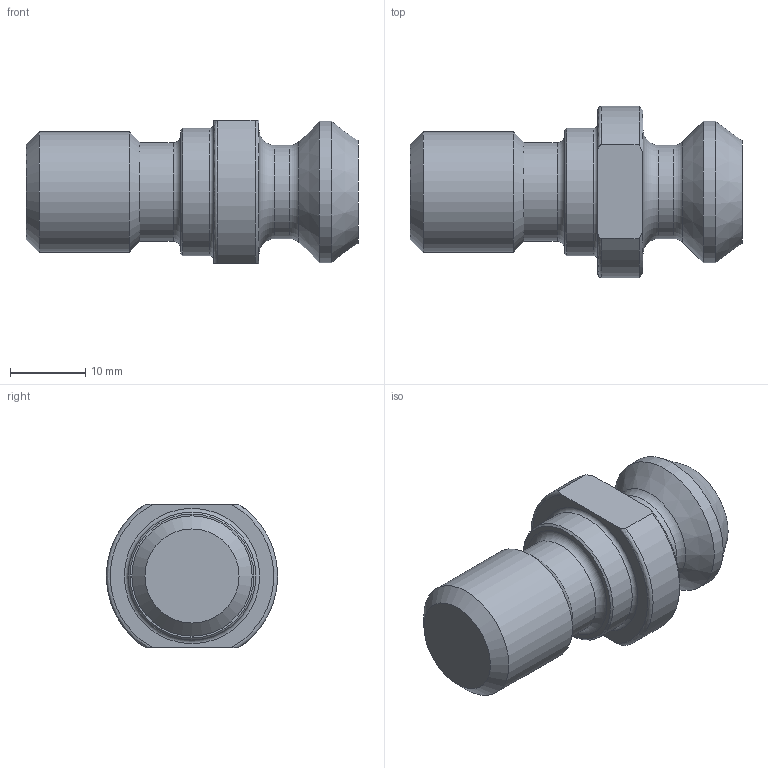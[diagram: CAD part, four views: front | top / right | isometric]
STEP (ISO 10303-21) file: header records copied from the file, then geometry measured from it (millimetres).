
FILE_DESCRIPTION(/* description */ (''),/* implementation_level */ '2;1');
FILE_NAME(/* name */ 'PS-11126.step',/* time_stamp */ '2026-01-06T17:31:19-06:00',/* author */ (''),/* organization */ (''),/* preprocessor_version */ 'ST-DEVELOPER v20.1',/* originating_system */ 'Autodesk Translation Framework v14.21.0.0',/* authorisation */ '');
FILE_SCHEMA (('AUTOMOTIVE_DESIGN { 1 0 10303 214 3 1 1 }'));
Length unit declared in the file: inch
Products named in the file (2): PS-11126; PS-11126_1
Assembly tree (1 placements, depth 2):
  PS-11126
    PS-11126_1
Bounding box: 44.17 x 22.78 x 19.05 mm (x, y, z)
Volume: 9359.2 mm3; surface area: 3081.5 mm2
Topology: 1 solids, 1 shells, 27 faces, 60 edges, 38 vertices
Faces by surface type: plane 7, cone 7, cylinder 7, torus 6
Full cylindrical faces by diameter (mm): 12.421 x1, 13.106 x1, 16 x1, 16.993 x1, 18.796 x1
Entity records: 846 total; most frequent: CARTESIAN_POINT 172, DIRECTION 146, ORIENTED_EDGE 120, AXIS2_PLACEMENT_3D 64, EDGE_CURVE 60, VERTEX_POINT 38, CIRCLE 34, EDGE_LOOP 30
